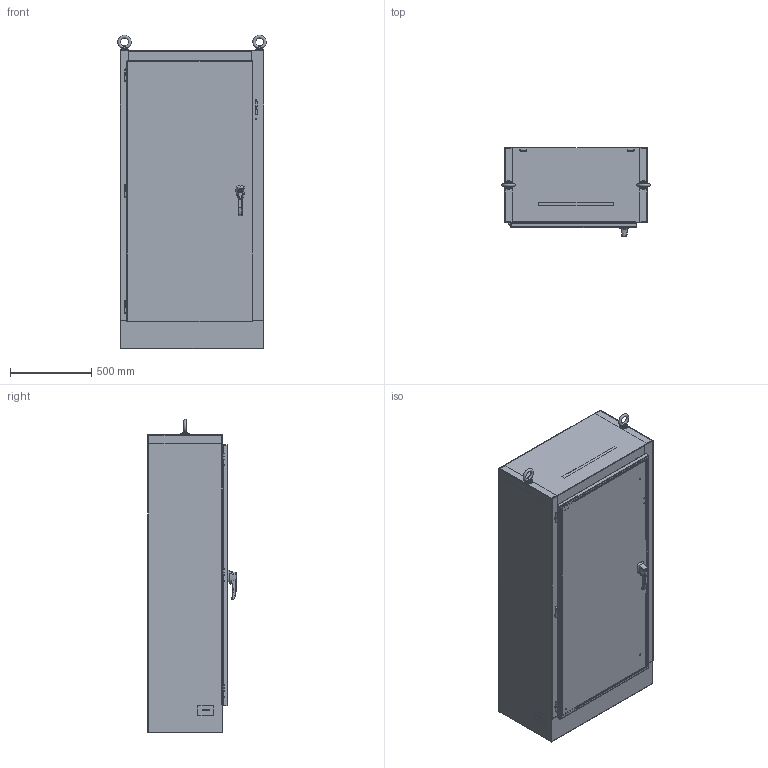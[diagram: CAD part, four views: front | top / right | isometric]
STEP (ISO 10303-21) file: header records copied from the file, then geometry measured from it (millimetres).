
FILE_DESCRIPTION (( 'STEP AP214' ), '1' );
FILE_NAME ('1UHD723518N4SS.STEP', '2019-07-11T21:04:42', ( '' ), ( '' ), 'SwSTEP 2.0', 'SolidWorks 2018', '' );
FILE_SCHEMA (( 'AUTOMOTIVE_DESIGN' ));
Length unit declared in the file: inch
Products named in the file (1): 1UHD723518N4SS
Bounding box: 912.67 x 545.2 x 1925.19 mm (x, y, z)
Volume: 20729971.7 mm3; surface area: 16277676.7 mm2
Topology: 112 solids, 113 shells, 2003 faces, 4882 edges, 3135 vertices
Faces by surface type: plane 1132, cylinder 535, bspline 245, cone 83, torus 8
Full cylindrical faces by diameter (mm): 3.967 x4, 4.249 x2, 4.394 x1, 4.75 x2, 4.775 x2, 4.801 x2, 4.826 x4, 4.928 x1, 4.976 x6, 5.537 x4, 5.893 x1, 5.918 x1, 6.35 x18, 6.477 x3, 6.528 x4, 6.756 x1, 7.112 x4, 7.137 x6, 7.163 x1, 7.366 x2, 7.805 x6, 7.937 x1, 7.938 x2, 7.95 x8, 8.128 x1, 8.255 x1, 8.331 x3, 8.433 x6, 8.712 x1, 8.89 x1
Entity records: 73278 total; most frequent: CARTESIAN_POINT 26968, ORIENTED_EDGE 9144, DIRECTION 8565, EDGE_CURVE 4572, VERTEX_POINT 3118, AXIS2_PLACEMENT_3D 2936, LINE 2693, VECTOR 2693
